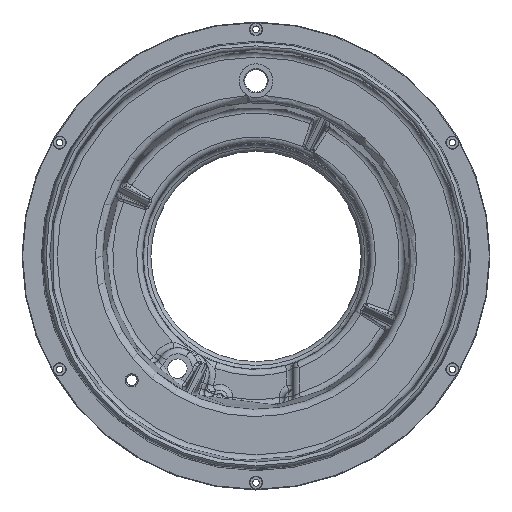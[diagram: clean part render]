
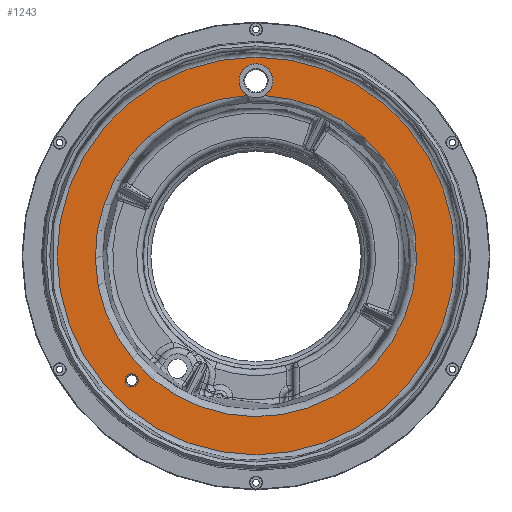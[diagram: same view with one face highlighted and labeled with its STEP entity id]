
A CAD part, top view. The second image highlights one B-rep face of the part: STEP entity #1243.
In plain terms, the highlighted planar face has unit normal (0, 0, 1).
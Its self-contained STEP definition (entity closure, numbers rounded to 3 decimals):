
#816=FACE_BOUND('',#1973,.T.);
#817=FACE_BOUND('',#1974,.T.);
#818=FACE_BOUND('',#1975,.T.);
#1243=ADVANCED_FACE('',(#816,#817,#818),#1593,.T.);
#1593=PLANE('',#6419);
#1973=EDGE_LOOP('',(#3228));
#1974=EDGE_LOOP('',(#3229,#3230));
#1975=EDGE_LOOP('',(#3231));
#3228=ORIENTED_EDGE('',*,*,#5216,.T.);
#3229=ORIENTED_EDGE('',*,*,#5217,.T.);
#3230=ORIENTED_EDGE('',*,*,#5218,.T.);
#3231=ORIENTED_EDGE('',*,*,#5219,.T.);
#4676=VERTEX_POINT('',#9853);
#4677=VERTEX_POINT('',#9855);
#4678=VERTEX_POINT('',#9856);
#4679=VERTEX_POINT('',#9859);
#5216=EDGE_CURVE('',#4676,#4676,#5985,.T.);
#5217=EDGE_CURVE('',#4677,#4678,#5986,.T.);
#5218=EDGE_CURVE('',#4678,#4677,#5987,.T.);
#5219=EDGE_CURVE('',#4679,#4679,#5988,.T.);
#5985=CIRCLE('',#6415,5.5);
#5986=CIRCLE('',#6416,14.);
#5987=CIRCLE('',#6417,132.506);
#5988=CIRCLE('',#6418,163.999);
#6415=AXIS2_PLACEMENT_3D('',#9852,#7286,#7287);
#6416=AXIS2_PLACEMENT_3D('',#9854,#7288,#7289);
#6417=AXIS2_PLACEMENT_3D('',#9857,#7290,#7291);
#6418=AXIS2_PLACEMENT_3D('',#9858,#7292,#7293);
#6419=AXIS2_PLACEMENT_3D('',#9860,#7294,#7295);
#7286=DIRECTION('',(0.,0.,-1.));
#7287=DIRECTION('',(1.,0.,0.));
#7288=DIRECTION('',(0.,0.,-1.));
#7289=DIRECTION('',(-1.,0.,0.));
#7290=DIRECTION('',(0.,0.,-1.));
#7291=DIRECTION('',(1.,0.,0.));
#7292=DIRECTION('',(0.,0.,1.));
#7293=DIRECTION('',(1.,0.,0.));
#7294=DIRECTION('',(0.,0.,1.));
#7295=DIRECTION('',(1.,0.,0.));
#9852=CARTESIAN_POINT('',(-102.53,-102.53,292.2));
#9853=CARTESIAN_POINT('',(-97.03,-102.53,292.2));
#9854=CARTESIAN_POINT('',(0.,144.5,292.2));
#9855=CARTESIAN_POINT('',(-6.912,132.325,292.2));
#9856=CARTESIAN_POINT('',(6.912,132.325,292.2));
#9857=CARTESIAN_POINT('',(0.,0.,292.2));
#9858=CARTESIAN_POINT('',(0.,0.,292.2));
#9859=CARTESIAN_POINT('',(163.999,0.,292.2));
#9860=CARTESIAN_POINT('',(0.,169.,292.2));
